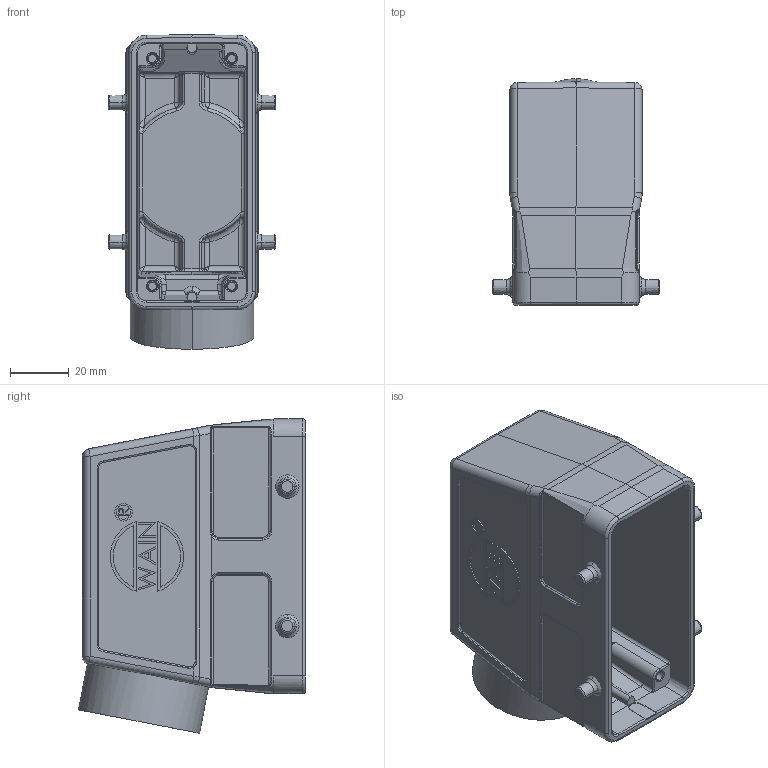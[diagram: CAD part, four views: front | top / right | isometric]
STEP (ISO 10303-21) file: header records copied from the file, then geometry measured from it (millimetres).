
FILE_DESCRIPTION((''),'2;1');
FILE_NAME('3D_1116165355012_EMC_H16B-SEH-4','2024-01-19T',('yp.zhu'),(''),'PRO/ENGINEER BY PARAMETRIC TECHNOLOGY CORPORATION, 2012480','PRO/ENGINEER BY PARAMETRIC TECHNOLOGY CORPORATION, 2012480','');
FILE_SCHEMA(('CONFIG_CONTROL_DESIGN'));
Length unit declared in the file: millimetre
Products named in the file (1): 3D_1116165355012_EMC_H16B-SEH-4
Bounding box: 57 x 77.31 x 107.11 mm (x, y, z)
Volume: 82002.3 mm3; surface area: 46599.1 mm2
Topology: 1 solids, 1 shells, 683 faces, 1681 edges, 1016 vertices
Faces by surface type: plane 251, cylinder 185, bspline 113, torus 68, cone 48, extrusion 10, sphere 8
Entity records: 27186 total; most frequent: CARTESIAN_POINT 11975, ORIENTED_EDGE 3310, DIRECTION 2896, EDGE_CURVE 1655, AXIS2_PLACEMENT_3D 1040, VERTEX_POINT 1016, VECTOR 816, LINE 806
